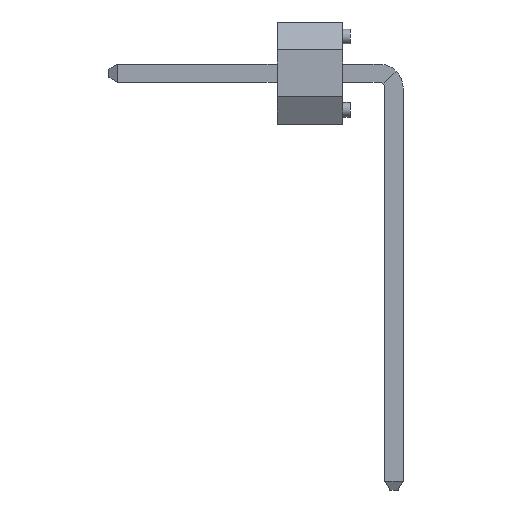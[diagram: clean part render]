
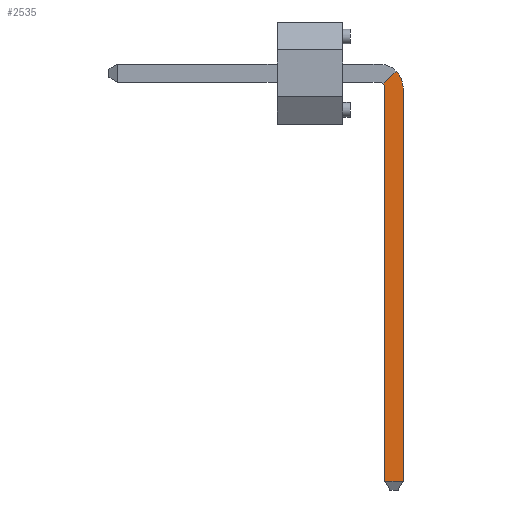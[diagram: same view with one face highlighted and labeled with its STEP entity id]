
A CAD part, left-side view. The second image highlights one B-rep face of the part: STEP entity #2535.
In plain terms, the highlighted planar face has unit normal (-1, 0, 0).
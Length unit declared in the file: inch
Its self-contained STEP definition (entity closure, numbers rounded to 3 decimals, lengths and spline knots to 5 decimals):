
#12 = LINE ( 'NONE', #156, #1595 ) ;
#23 = DIRECTION ( 'NONE',  ( 0., 0., 1. ) ) ;
#51 = CARTESIAN_POINT ( 'NONE',  ( -1.7625, -0.1725, -0.558 ) ) ;
#126 = VECTOR ( 'NONE', #2937, 39.37008 ) ;
#128 = ORIENTED_EDGE ( 'NONE', *, *, #2297, .T. ) ;
#156 = CARTESIAN_POINT ( 'NONE',  ( -1.7625, -0.1725, -0.57 ) ) ;
#303 = VERTEX_POINT ( 'NONE', #969 ) ;
#385 = CARTESIAN_POINT ( 'NONE',  ( -1.7625, -0.1475, -0.57 ) ) ;
#612 = CIRCLE ( 'NONE', #1161, 0.033 ) ;
#646 = PLANE ( 'NONE',  #3959 ) ;
#686 = VERTEX_POINT ( 'NONE', #2599 ) ;
#769 = DIRECTION ( 'NONE',  ( -1., 0., 0. ) ) ;
#969 = CARTESIAN_POINT ( 'NONE',  ( -1.7625, -0.16283, 0.00283 ) ) ;
#972 = CARTESIAN_POINT ( 'NONE',  ( -1.7625, -0.14516, -0.01484 ) ) ;
#1115 = VECTOR ( 'NONE', #1663, 39.37008 ) ;
#1161 = AXIS2_PLACEMENT_3D ( 'NONE', #2668, #769, #2991 ) ;
#1179 = ORIENTED_EDGE ( 'NONE', *, *, #1822, .F. ) ;
#1195 = ORIENTED_EDGE ( 'NONE', *, *, #1991, .T. ) ;
#1491 = ORIENTED_EDGE ( 'NONE', *, *, #3128, .T. ) ;
#1595 = VECTOR ( 'NONE', #2680, 39.37008 ) ;
#1613 = DIRECTION ( 'NONE',  ( -1., 0., 0. ) ) ;
#1619 = LINE ( 'NONE', #1817, #4027 ) ;
#1663 = DIRECTION ( 'NONE',  ( 0., 0., 1. ) ) ;
#1669 = FACE_OUTER_BOUND ( 'NONE', #2250, .T. ) ;
#1805 = LINE ( 'NONE', #2624, #126 ) ;
#1817 = CARTESIAN_POINT ( 'NONE',  ( -1.7625, 0.13125, -0.29125 ) ) ;
#1822 = EDGE_CURVE ( 'NONE', #1967, #3802, #3536, .T. ) ;
#1893 = EDGE_CURVE ( 'NONE', #686, #303, #612, .T. ) ;
#1896 = CARTESIAN_POINT ( 'NONE',  ( -1.7625, -0.1475, -0.0205 ) ) ;
#1907 = DIRECTION ( 'NONE',  ( 1., 0., 0. ) ) ;
#1954 = CARTESIAN_POINT ( 'NONE',  ( -1.7625, -0.1475, -0.558 ) ) ;
#1967 = VERTEX_POINT ( 'NONE', #1954 ) ;
#1971 = ORIENTED_EDGE ( 'NONE', *, *, #1893, .T. ) ;
#1991 = EDGE_CURVE ( 'NONE', #1967, #2560, #1805, .T. ) ;
#2140 = DIRECTION ( 'NONE',  ( 0., 0.707, -0.707 ) ) ;
#2250 = EDGE_LOOP ( 'NONE', ( #1491, #1971, #128, #3019, #1179, #1195 ) ) ;
#2297 = EDGE_CURVE ( 'NONE', #303, #3827, #1619, .T. ) ;
#2511 = EDGE_CURVE ( 'NONE', #3827, #3802, #2618, .T. ) ;
#2535 = ADVANCED_FACE ( 'NONE', ( #1669 ), #646, .T. ) ;
#2560 = VERTEX_POINT ( 'NONE', #51 ) ;
#2599 = CARTESIAN_POINT ( 'NONE',  ( -1.7625, -0.1725, -0.0205 ) ) ;
#2618 = CIRCLE ( 'NONE', #2701, 0.008 ) ;
#2624 = CARTESIAN_POINT ( 'NONE',  ( -1.7625, -0.1725, -0.558 ) ) ;
#2668 = CARTESIAN_POINT ( 'NONE',  ( -1.7625, -0.1395, -0.0205 ) ) ;
#2680 = DIRECTION ( 'NONE',  ( 0., 0., 1. ) ) ;
#2701 = AXIS2_PLACEMENT_3D ( 'NONE', #3796, #1907, #23 ) ;
#2937 = DIRECTION ( 'NONE',  ( 0., -1., 0. ) ) ;
#2991 = DIRECTION ( 'NONE',  ( 0., 0., 1. ) ) ;
#3019 = ORIENTED_EDGE ( 'NONE', *, *, #2511, .T. ) ;
#3128 = EDGE_CURVE ( 'NONE', #2560, #686, #12, .T. ) ;
#3498 = CARTESIAN_POINT ( 'NONE',  ( -1.7625, -0.1475, -0.57 ) ) ;
#3536 = LINE ( 'NONE', #385, #1115 ) ;
#3796 = CARTESIAN_POINT ( 'NONE',  ( -1.7625, -0.1395, -0.0205 ) ) ;
#3802 = VERTEX_POINT ( 'NONE', #1896 ) ;
#3813 = DIRECTION ( 'NONE',  ( 0., 0., 1. ) ) ;
#3827 = VERTEX_POINT ( 'NONE', #972 ) ;
#3959 = AXIS2_PLACEMENT_3D ( 'NONE', #3498, #1613, #3813 ) ;
#4027 = VECTOR ( 'NONE', #2140, 39.37008 ) ;
